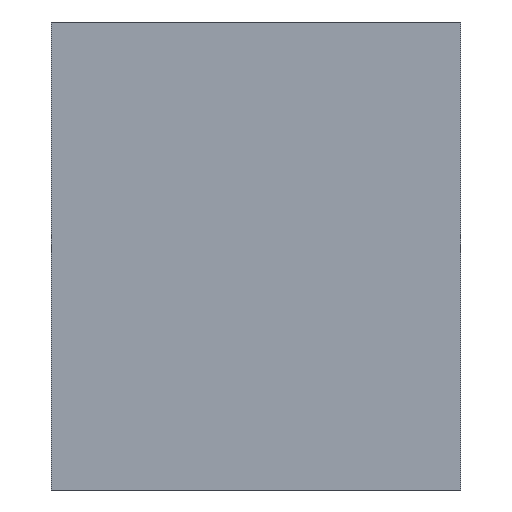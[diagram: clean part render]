
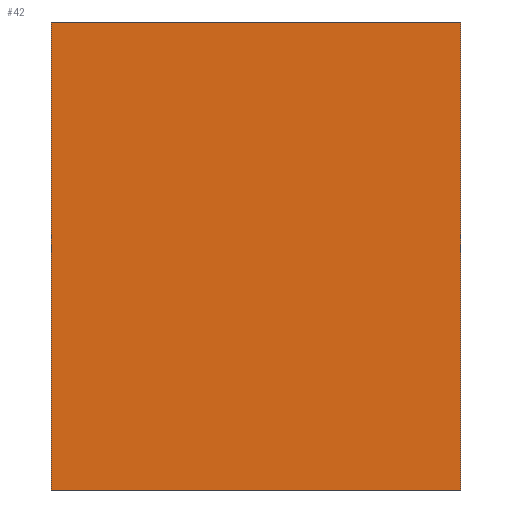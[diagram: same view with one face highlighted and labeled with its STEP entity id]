
A CAD part, left-side view. The second image highlights one B-rep face of the part: STEP entity #42.
In plain terms, the highlighted planar face has unit normal (-1, 0, 0).
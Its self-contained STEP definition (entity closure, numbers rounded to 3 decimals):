
#42 = ADVANCED_FACE( '', ( #86 ), #87, .F. );
#86 = FACE_OUTER_BOUND( '', #123, .T. );
#87 = PLANE( '', #124 );
#123 = EDGE_LOOP( '', ( #173, #174, #175, #176 ) );
#124 = AXIS2_PLACEMENT_3D( '', #177, #178, #179 );
#173 = ORIENTED_EDGE( '', *, *, #210, .T. );
#174 = ORIENTED_EDGE( '', *, *, #213, .F. );
#175 = ORIENTED_EDGE( '', *, *, #200, .F. );
#176 = ORIENTED_EDGE( '', *, *, #216, .T. );
#177 = CARTESIAN_POINT( '', ( -448., 42., 96. ) );
#178 = DIRECTION( '', ( 1., 0., 0. ) );
#179 = DIRECTION( '', ( 0., 0., -1. ) );
#200 = EDGE_CURVE( '', #226, #228, #229, .T. );
#210 = EDGE_CURVE( '', #240, #244, #246, .T. );
#213 = EDGE_CURVE( '', #228, #244, #249, .T. );
#216 = EDGE_CURVE( '', #226, #240, #252, .T. );
#226 = VERTEX_POINT( '', #262 );
#228 = VERTEX_POINT( '', #265 );
#229 = LINE( '', #266, #267 );
#240 = VERTEX_POINT( '', #280 );
#244 = VERTEX_POINT( '', #286 );
#246 = LINE( '', #289, #290 );
#249 = LINE( '', #294, #295 );
#252 = LINE( '', #298, #299 );
#262 = CARTESIAN_POINT( '', ( -448., 42., 96. ) );
#265 = CARTESIAN_POINT( '', ( -448., -42., 96. ) );
#266 = CARTESIAN_POINT( '', ( -448., 42., 96. ) );
#267 = VECTOR( '', #311, 1000. );
#280 = CARTESIAN_POINT( '', ( -448., 42., 0. ) );
#286 = CARTESIAN_POINT( '', ( -448., -42., 0. ) );
#289 = CARTESIAN_POINT( '', ( -448., 42., 0. ) );
#290 = VECTOR( '', #323, 1000. );
#294 = CARTESIAN_POINT( '', ( -448., -42., 96. ) );
#295 = VECTOR( '', #325, 1000. );
#298 = CARTESIAN_POINT( '', ( -448., 42., 96. ) );
#299 = VECTOR( '', #326, 1000. );
#311 = DIRECTION( '', ( 0., -1., 0. ) );
#323 = DIRECTION( '', ( 0., -1., 0. ) );
#325 = DIRECTION( '', ( 0., 0., -1. ) );
#326 = DIRECTION( '', ( 0., 0., -1. ) );
